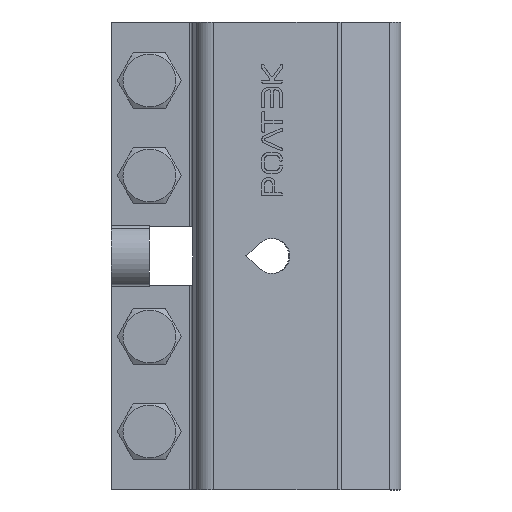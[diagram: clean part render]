
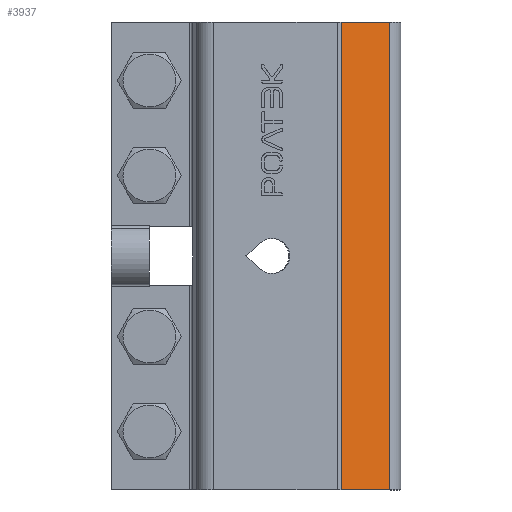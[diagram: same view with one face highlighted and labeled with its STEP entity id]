
A CAD part, left-side view. The second image highlights one B-rep face of the part: STEP entity #3937.
In plain terms, the highlighted planar face has unit normal (-0.951, -0.309, 0).
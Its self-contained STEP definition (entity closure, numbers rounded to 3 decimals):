
#3937=ADVANCED_FACE('',(#7454),#7456,.T.);
#7454=FACE_BOUND('',#7455,.T.);
#7455=EDGE_LOOP('',(#9931,#9932,#9933,#9934));
#7456=PLANE('',#7457);
#7457=AXIS2_PLACEMENT_3D('',#7458,#7459,#7460);
#7458=CARTESIAN_POINT('',(-53.702,-8.505,-160.));
#7459=DIRECTION('',(-0.951,-0.309,0.));
#7460=DIRECTION('',(0.,0.,1.));
#9931=ORIENTED_EDGE('',*,*,#11324,.T.);
#9932=ORIENTED_EDGE('',*,*,#11325,.T.);
#9933=ORIENTED_EDGE('',*,*,#11074,.T.);
#9934=ORIENTED_EDGE('',*,*,#11317,.T.);
#11074=EDGE_CURVE('',#12908,#12895,#12909,.T.);
#11317=EDGE_CURVE('',#12895,#13271,#13273,.T.);
#11324=EDGE_CURVE('',#13271,#13283,#13284,.T.);
#11325=EDGE_CURVE('',#13283,#12908,#13285,.T.);
#12895=VERTEX_POINT('',#19858);
#12908=VERTEX_POINT('',#19892);
#12909=LINE('',#19893,#19894);
#13271=VERTEX_POINT('',#20800);
#13273=LINE('',#20804,#20805);
#13283=VERTEX_POINT('',#20831);
#13284=LINE('',#20832,#20833);
#13285=LINE('',#20835,#20836);
#19858=CARTESIAN_POINT('',(-30.921,-78.617,-160.));
#19892=CARTESIAN_POINT('',(-30.921,-78.617,0.));
#19893=CARTESIAN_POINT('',(-30.921,-78.617,0.));
#19894=VECTOR('',#19895,1.);
#19895=DIRECTION('',(0.,0.,-1.));
#20800=CARTESIAN_POINT('',(-25.558,-95.123,-160.));
#20804=CARTESIAN_POINT('',(-30.921,-78.617,-160.));
#20805=VECTOR('',#20806,1.);
#20806=DIRECTION('',(0.309,-0.951,0.));
#20831=CARTESIAN_POINT('',(-25.558,-95.123,0.));
#20832=CARTESIAN_POINT('',(-25.558,-95.123,-160.));
#20833=VECTOR('',#20834,1.);
#20834=DIRECTION('',(0.,0.,1.));
#20835=CARTESIAN_POINT('',(-25.558,-95.123,0.));
#20836=VECTOR('',#20837,1.);
#20837=DIRECTION('',(-0.309,0.951,0.));
